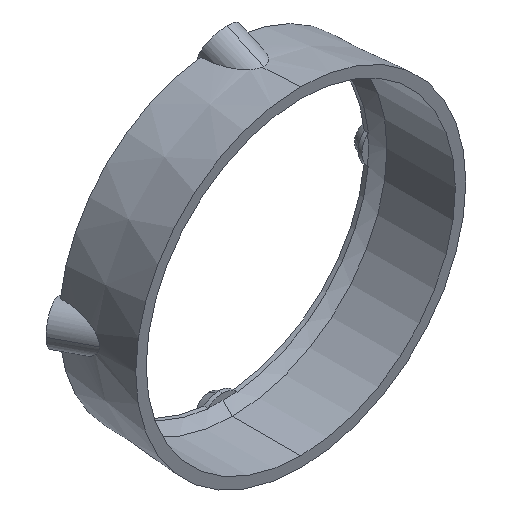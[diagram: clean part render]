
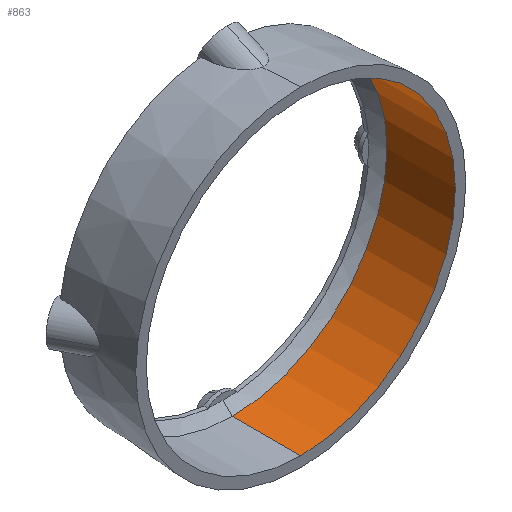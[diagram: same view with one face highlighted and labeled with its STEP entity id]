
A CAD part, isometric view. The second image highlights one B-rep face of the part: STEP entity #863.
In plain terms, the highlighted cylindrical face has radius 39.8 mm (diameter 79.6 mm), a partial arc.
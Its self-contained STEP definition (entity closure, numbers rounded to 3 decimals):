
#20 = VERTEX_POINT ( 'NONE', #929 ) ;
#75 = DIRECTION ( 'NONE',  ( 0., -1., 0. ) ) ;
#84 = DIRECTION ( 'NONE',  ( 0., 1., 0. ) ) ;
#231 = CARTESIAN_POINT ( 'NONE',  ( 0., 17.6, 0. ) ) ;
#246 = FACE_OUTER_BOUND ( 'NONE', #1179, .T. ) ;
#264 = CYLINDRICAL_SURFACE ( 'NONE', #1001, 39.8 ) ;
#273 = VERTEX_POINT ( 'NONE', #1427 ) ;
#305 = EDGE_CURVE ( 'NONE', #273, #967, #1054, .T. ) ;
#424 = VECTOR ( 'NONE', #1454, 1000. ) ;
#538 = CARTESIAN_POINT ( 'NONE',  ( 0., 0., -39.8 ) ) ;
#614 = AXIS2_PLACEMENT_3D ( 'NONE', #673, #75, #668 ) ;
#622 = CARTESIAN_POINT ( 'NONE',  ( 0., 20., 39.8 ) ) ;
#626 = ORIENTED_EDGE ( 'NONE', *, *, #1468, .T. ) ;
#648 = ORIENTED_EDGE ( 'NONE', *, *, #305, .T. ) ;
#668 = DIRECTION ( 'NONE',  ( 0., 0., -1. ) ) ;
#670 = DIRECTION ( 'NONE',  ( 0., 0., -1. ) ) ;
#673 = CARTESIAN_POINT ( 'NONE',  ( 0., 0., 0. ) ) ;
#763 = DIRECTION ( 'NONE',  ( 0., -1., 0. ) ) ;
#863 = ADVANCED_FACE ( 'NONE', ( #246 ), #264, .F. ) ;
#889 = ORIENTED_EDGE ( 'NONE', *, *, #1026, .T. ) ;
#929 = CARTESIAN_POINT ( 'NONE',  ( 0., 0., 39.8 ) ) ;
#964 = LINE ( 'NONE', #622, #424 ) ;
#967 = VERTEX_POINT ( 'NONE', #538 ) ;
#1001 = AXIS2_PLACEMENT_3D ( 'NONE', #1018, #763, #670 ) ;
#1018 = CARTESIAN_POINT ( 'NONE',  ( 0., 20., 0. ) ) ;
#1026 = EDGE_CURVE ( 'NONE', #1251, #273, #1199, .T. ) ;
#1054 = LINE ( 'NONE', #1291, #1420 ) ;
#1076 = DIRECTION ( 'NONE',  ( 0., 0., -1. ) ) ;
#1105 = CARTESIAN_POINT ( 'NONE',  ( 0., 17.6, 39.8 ) ) ;
#1155 = DIRECTION ( 'NONE',  ( 0., -1., 0. ) ) ;
#1179 = EDGE_LOOP ( 'NONE', ( #1489, #889, #648, #626 ) ) ;
#1185 = EDGE_CURVE ( 'NONE', #1251, #20, #964, .T. ) ;
#1199 = CIRCLE ( 'NONE', #1276, 39.8 ) ;
#1251 = VERTEX_POINT ( 'NONE', #1105 ) ;
#1276 = AXIS2_PLACEMENT_3D ( 'NONE', #231, #84, #1076 ) ;
#1291 = CARTESIAN_POINT ( 'NONE',  ( 0., 20., -39.8 ) ) ;
#1307 = CIRCLE ( 'NONE', #614, 39.8 ) ;
#1420 = VECTOR ( 'NONE', #1155, 1000. ) ;
#1427 = CARTESIAN_POINT ( 'NONE',  ( 0., 17.6, -39.8 ) ) ;
#1454 = DIRECTION ( 'NONE',  ( 0., -1., 0. ) ) ;
#1468 = EDGE_CURVE ( 'NONE', #967, #20, #1307, .T. ) ;
#1489 = ORIENTED_EDGE ( 'NONE', *, *, #1185, .F. ) ;
